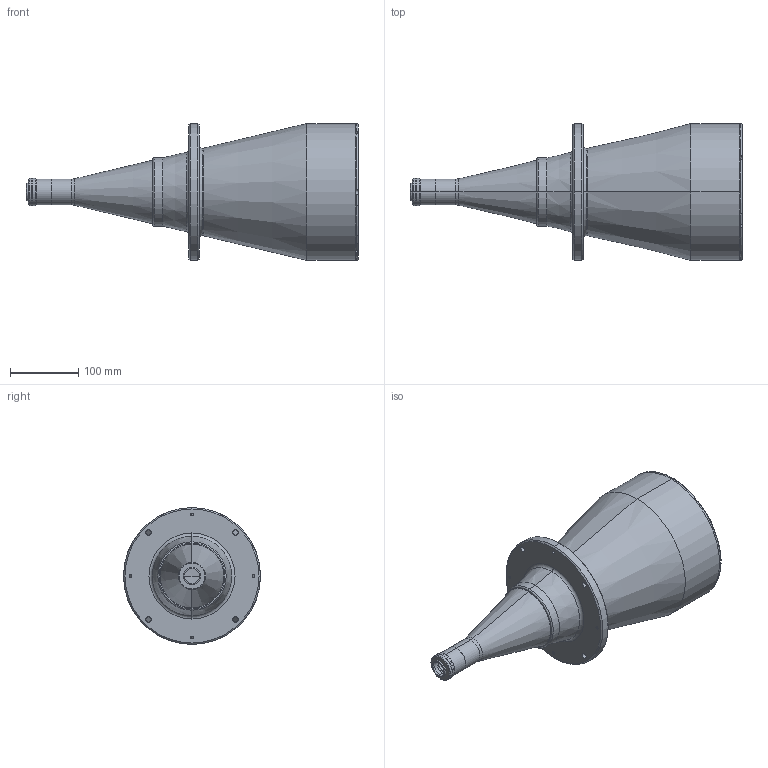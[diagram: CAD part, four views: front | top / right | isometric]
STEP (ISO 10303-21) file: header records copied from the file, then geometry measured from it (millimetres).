
FILE_DESCRIPTION (( 'STEP AP214' ), '1' );
FILE_NAME ('TC23144.STEP', '2010-05-25T12:08:44', ( 'santini' ), ( 'Opto Engineering srl' ), 'SwSTEP 2.0', 'SolidWorks 2010', '' );
FILE_SCHEMA (( 'AUTOMOTIVE_DESIGN' ));
Length unit declared in the file: millimetre
Products named in the file (1): TC23144
Bounding box: 485.5 x 200 x 200 mm (x, y, z)
Surface area: 286962.3 mm2 (no closed solid volume)
Topology: 0 solids, 13 shells, 152 faces, 431 edges, 297 vertices
Faces by surface type: cylinder 76, plane 40, cone 18, torus 16, sphere 2
Entity records: 6970 total; most frequent: CARTESIAN_POINT 1037, DIRECTION 991, ORIENTED_EDGE 766, EDGE_CURVE 431, AXIS2_PLACEMENT_3D 419, VERTEX_POINT 297, CIRCLE 266, EDGE_LOOP 215
